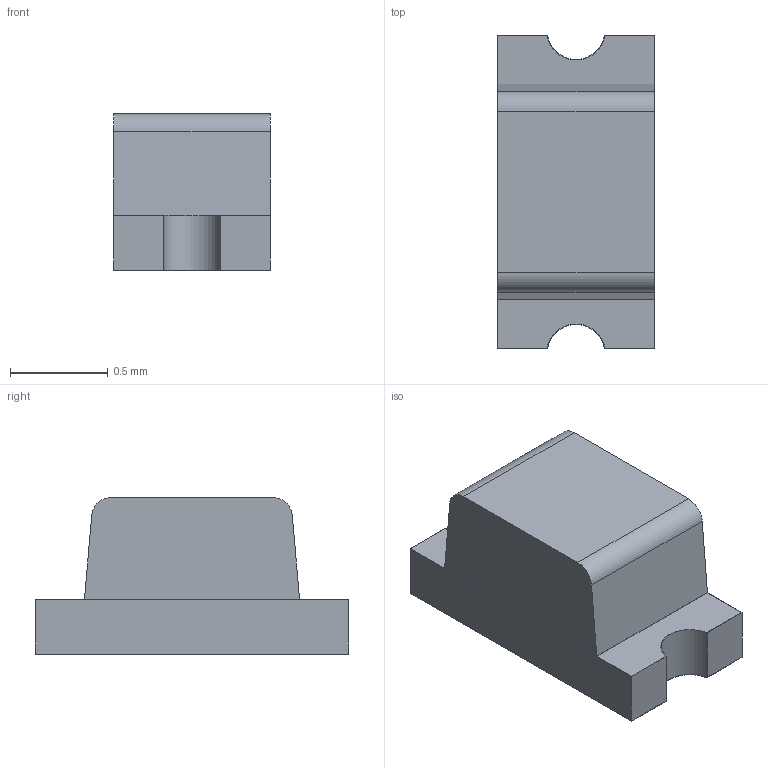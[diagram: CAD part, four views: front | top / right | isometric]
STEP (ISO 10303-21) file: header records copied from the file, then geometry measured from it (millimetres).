
FILE_DESCRIPTION (( 'STEP AP214' ), '1' );
FILE_NAME ('LTST-C190KRKT.STEP', '2021-11-19T09:55:22', ( '' ), ( '' ), 'SwSTEP 2.0', 'SolidWorks 2018', '' );
FILE_SCHEMA (( 'AUTOMOTIVE_DESIGN' ));
Length unit declared in the file: millimetre
Products named in the file (2): LTST-C190KRKT
Bounding box: 0.8 x 1.6 x 0.8 mm (x, y, z)
Volume: 0.8 mm3; surface area: 10.1 mm2
Topology: 4 solids, 4 shells, 55 faces, 138 edges, 92 vertices
Faces by surface type: plane 47, cylinder 8
Entity records: 2177 total; most frequent: CARTESIAN_POINT 287, ORIENTED_EDGE 276, DIRECTION 268, EDGE_CURVE 138, VECTOR 122, LINE 122, VERTEX_POINT 92, AXIS2_PLACEMENT_3D 73
